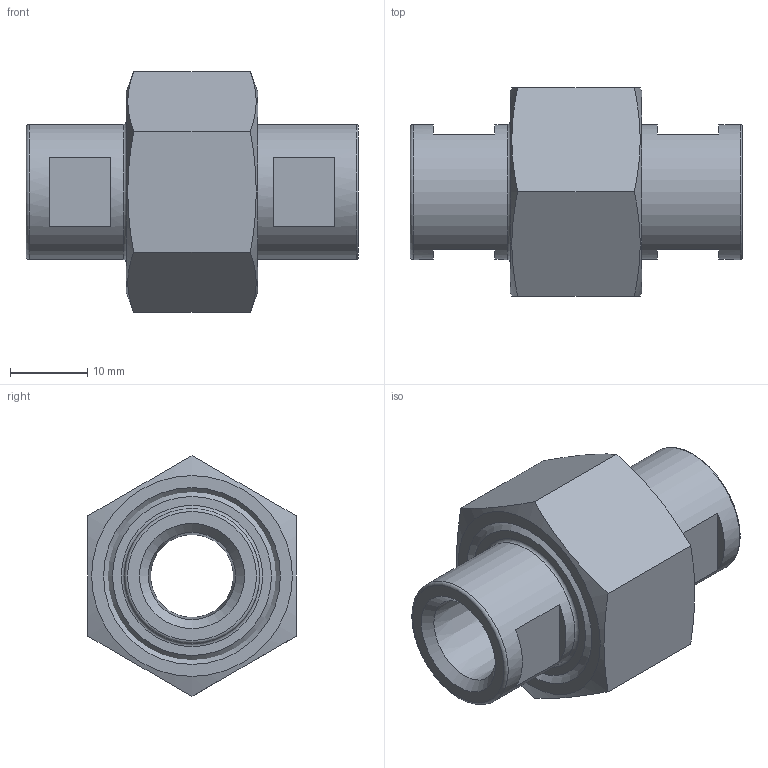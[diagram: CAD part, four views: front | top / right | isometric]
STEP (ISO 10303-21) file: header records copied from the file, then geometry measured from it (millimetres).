
FILE_DESCRIPTION (( 'STEP AP214' ), '1' );
FILE_NAME ('NPTV-VF-014-0II-N NPT Verschraubung flach 2303.STEP', '2023-03-29T09:44:39', ( '' ), ( '' ), 'SwSTEP 2.0', 'SolidWorks 2019', '' );
FILE_SCHEMA (( 'AUTOMOTIVE_DESIGN' ));
Length unit declared in the file: millimetre
Products named in the file (1): NPTV-VF-014-0II-N NPT Verschraubung flach 2303
Bounding box: 43 x 27 x 31.18 mm (x, y, z)
Volume: 12980.1 mm3; surface area: 8605.6 mm2
Topology: 4 solids, 4 shells, 59 faces, 117 edges, 73 vertices
Faces by surface type: plane 29, cone 11, cylinder 10, torus 9
Full cylindrical faces by diameter (mm): 10.736 x1, 10.738 x1, 13 x1, 17.5 x2, 18 x1, 20 x2, 20.59 x1, 22.91 x1
Entity records: 2126 total; most frequent: CARTESIAN_POINT 310, DIRECTION 238, ORIENTED_EDGE 164, AXIS2_PLACEMENT_3D 108, EDGE_LOOP 104, EDGE_CURVE 82, FACE_OUTER_BOUND 78, VERTEX_POINT 68
